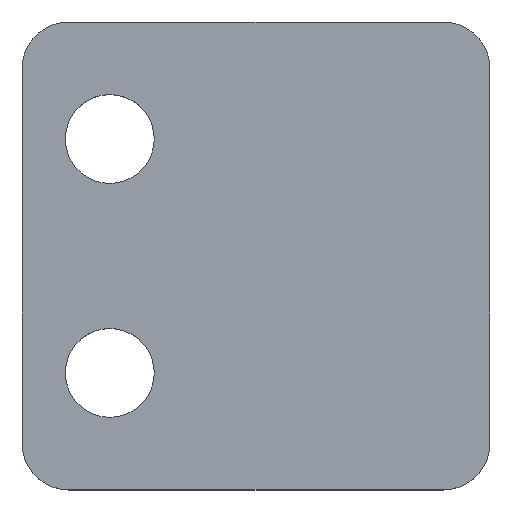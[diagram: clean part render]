
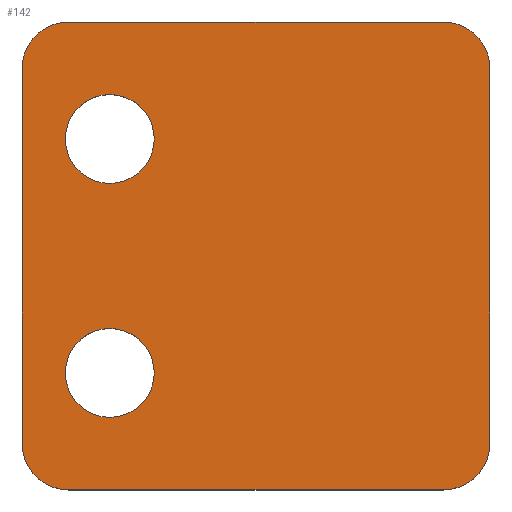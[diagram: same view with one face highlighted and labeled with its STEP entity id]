
A CAD part, top view. The second image highlights one B-rep face of the part: STEP entity #142.
In plain terms, the highlighted planar face has unit normal (0, 0, 1).
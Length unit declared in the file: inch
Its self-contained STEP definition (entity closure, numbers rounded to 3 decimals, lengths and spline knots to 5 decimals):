
#4 = DIRECTION ( 'NONE',  ( 1., 0., 0. ) ) ;
#5 = EDGE_LOOP ( 'NONE', ( #256, #29 ) ) ;
#10 = VECTOR ( 'NONE', #314, 39.37008 ) ;
#11 = DIRECTION ( 'NONE',  ( -1., 0., 0. ) ) ;
#15 = VERTEX_POINT ( 'NONE', #230 ) ;
#17 = AXIS2_PLACEMENT_3D ( 'NONE', #339, #415, #11 ) ;
#20 = DIRECTION ( 'NONE',  ( -1., 0., 0. ) ) ;
#21 = EDGE_CURVE ( 'NONE', #77, #148, #247, .T. ) ;
#25 = DIRECTION ( 'NONE',  ( 1., 0., 0. ) ) ;
#27 = VECTOR ( 'NONE', #367, 39.37008 ) ;
#29 = ORIENTED_EDGE ( 'NONE', *, *, #100, .T. ) ;
#31 = EDGE_LOOP ( 'NONE', ( #178, #105 ) ) ;
#42 = DIRECTION ( 'NONE',  ( -1., 0., 0. ) ) ;
#44 = CIRCLE ( 'NONE', #70, 0.1 ) ;
#47 = CARTESIAN_POINT ( 'NONE',  ( -2.3, 0.5, 0.12 ) ) ;
#55 = CARTESIAN_POINT ( 'NONE',  ( -3.3, 0.5, 0.12 ) ) ;
#60 = CARTESIAN_POINT ( 'NONE',  ( -3.2075, -0.25, 0.12 ) ) ;
#63 = LINE ( 'NONE', #55, #10 ) ;
#68 = CARTESIAN_POINT ( 'NONE',  ( -3.2, 0.5, 0.12 ) ) ;
#70 = AXIS2_PLACEMENT_3D ( 'NONE', #140, #213, #4 ) ;
#77 = VERTEX_POINT ( 'NONE', #452 ) ;
#80 = ORIENTED_EDGE ( 'NONE', *, *, #399, .T. ) ;
#82 = CARTESIAN_POINT ( 'NONE',  ( -2.4, -0.4, 0.12 ) ) ;
#84 = VERTEX_POINT ( 'NONE', #270 ) ;
#91 = DIRECTION ( 'NONE',  ( 0., 0., 1. ) ) ;
#93 = EDGE_CURVE ( 'NONE', #308, #444, #164, .T. ) ;
#100 = EDGE_CURVE ( 'NONE', #148, #77, #228, .T. ) ;
#105 = ORIENTED_EDGE ( 'NONE', *, *, #395, .F. ) ;
#113 = LINE ( 'NONE', #47, #27 ) ;
#133 = ORIENTED_EDGE ( 'NONE', *, *, #416, .T. ) ;
#134 = CARTESIAN_POINT ( 'NONE',  ( -3.1125, 0.25, 0.12 ) ) ;
#137 = EDGE_CURVE ( 'NONE', #295, #15, #215, .T. ) ;
#140 = CARTESIAN_POINT ( 'NONE',  ( -3.2, 0.4, 0.12 ) ) ;
#142 = ADVANCED_FACE ( 'NONE', ( #283, #425, #350 ), #286, .T. ) ;
#148 = VERTEX_POINT ( 'NONE', #60 ) ;
#162 = CARTESIAN_POINT ( 'NONE',  ( -2.3, 0.5, 0.12 ) ) ;
#164 = CIRCLE ( 'NONE', #439, 0.1 ) ;
#165 = AXIS2_PLACEMENT_3D ( 'NONE', #355, #241, #346 ) ;
#169 = EDGE_LOOP ( 'NONE', ( #233, #185, #251, #466, #429, #287, #133, #80 ) ) ;
#174 = VERTEX_POINT ( 'NONE', #347 ) ;
#178 = ORIENTED_EDGE ( 'NONE', *, *, #184, .F. ) ;
#179 = LINE ( 'NONE', #443, #338 ) ;
#180 = AXIS2_PLACEMENT_3D ( 'NONE', #134, #253, #471 ) ;
#184 = EDGE_CURVE ( 'NONE', #174, #407, #261, .T. ) ;
#185 = ORIENTED_EDGE ( 'NONE', *, *, #137, .T. ) ;
#189 = DIRECTION ( 'NONE',  ( 0., 0., 1. ) ) ;
#191 = VECTOR ( 'NONE', #204, 39.37008 ) ;
#201 = AXIS2_PLACEMENT_3D ( 'NONE', #278, #250, #25 ) ;
#204 = DIRECTION ( 'NONE',  ( 0., -1., 0. ) ) ;
#213 = DIRECTION ( 'NONE',  ( 0., 0., 1. ) ) ;
#215 = CIRCLE ( 'NONE', #165, 0.1 ) ;
#222 = DIRECTION ( 'NONE',  ( 1., 0., 0. ) ) ;
#228 = CIRCLE ( 'NONE', #17, 0.095 ) ;
#230 = CARTESIAN_POINT ( 'NONE',  ( -3.2, -0.5, 0.12 ) ) ;
#233 = ORIENTED_EDGE ( 'NONE', *, *, #353, .T. ) ;
#235 = EDGE_CURVE ( 'NONE', #308, #369, #325, .T. ) ;
#241 = DIRECTION ( 'NONE',  ( 0., 0., 1. ) ) ;
#247 = CIRCLE ( 'NONE', #323, 0.095 ) ;
#250 = DIRECTION ( 'NONE',  ( 0., 0., 1. ) ) ;
#251 = ORIENTED_EDGE ( 'NONE', *, *, #457, .F. ) ;
#253 = DIRECTION ( 'NONE',  ( 0., 0., 1. ) ) ;
#256 = ORIENTED_EDGE ( 'NONE', *, *, #21, .T. ) ;
#261 = CIRCLE ( 'NONE', #462, 0.095 ) ;
#264 = CARTESIAN_POINT ( 'NONE',  ( -2.4, -0.5, 0.12 ) ) ;
#270 = CARTESIAN_POINT ( 'NONE',  ( -3.3, 0.4, 0.12 ) ) ;
#276 = CARTESIAN_POINT ( 'NONE',  ( -2.4, 0.4, 0.12 ) ) ;
#278 = CARTESIAN_POINT ( 'NONE',  ( 0., 0., 0.12 ) ) ;
#283 = FACE_BOUND ( 'NONE', #5, .T. ) ;
#286 = PLANE ( 'NONE',  #201 ) ;
#287 = ORIENTED_EDGE ( 'NONE', *, *, #93, .T. ) ;
#295 = VERTEX_POINT ( 'NONE', #417 ) ;
#300 = CARTESIAN_POINT ( 'NONE',  ( -2.3, -0.4, 0.12 ) ) ;
#302 = CARTESIAN_POINT ( 'NONE',  ( -3.2075, 0.25, 0.12 ) ) ;
#308 = VERTEX_POINT ( 'NONE', #320 ) ;
#311 = CIRCLE ( 'NONE', #371, 0.1 ) ;
#314 = DIRECTION ( 'NONE',  ( 0., -1., 0. ) ) ;
#320 = CARTESIAN_POINT ( 'NONE',  ( -2.3, 0.4, 0.12 ) ) ;
#323 = AXIS2_PLACEMENT_3D ( 'NONE', #376, #380, #20 ) ;
#324 = CIRCLE ( 'NONE', #180, 0.095 ) ;
#325 = LINE ( 'NONE', #162, #191 ) ;
#328 = DIRECTION ( 'NONE',  ( 0., 0., 1. ) ) ;
#338 = VECTOR ( 'NONE', #42, 39.37008 ) ;
#339 = CARTESIAN_POINT ( 'NONE',  ( -3.1125, -0.25, 0.12 ) ) ;
#346 = DIRECTION ( 'NONE',  ( 1., 0., 0. ) ) ;
#347 = CARTESIAN_POINT ( 'NONE',  ( -3.0175, 0.25, 0.12 ) ) ;
#350 = FACE_BOUND ( 'NONE', #31, .T. ) ;
#353 = EDGE_CURVE ( 'NONE', #84, #295, #63, .T. ) ;
#355 = CARTESIAN_POINT ( 'NONE',  ( -3.2, -0.4, 0.12 ) ) ;
#367 = DIRECTION ( 'NONE',  ( -1., 0., 0. ) ) ;
#368 = DIRECTION ( 'NONE',  ( 1., 0., 0. ) ) ;
#369 = VERTEX_POINT ( 'NONE', #300 ) ;
#371 = AXIS2_PLACEMENT_3D ( 'NONE', #82, #189, #222 ) ;
#376 = CARTESIAN_POINT ( 'NONE',  ( -3.1125, -0.25, 0.12 ) ) ;
#380 = DIRECTION ( 'NONE',  ( 0., 0., -1. ) ) ;
#395 = EDGE_CURVE ( 'NONE', #407, #174, #324, .T. ) ;
#397 = VERTEX_POINT ( 'NONE', #68 ) ;
#399 = EDGE_CURVE ( 'NONE', #397, #84, #44, .T. ) ;
#400 = CARTESIAN_POINT ( 'NONE',  ( -3.1125, 0.25, 0.12 ) ) ;
#407 = VERTEX_POINT ( 'NONE', #302 ) ;
#414 = DIRECTION ( 'NONE',  ( 1., 0., 0. ) ) ;
#415 = DIRECTION ( 'NONE',  ( 0., 0., -1. ) ) ;
#416 = EDGE_CURVE ( 'NONE', #444, #397, #113, .T. ) ;
#417 = CARTESIAN_POINT ( 'NONE',  ( -3.3, -0.4, 0.12 ) ) ;
#425 = FACE_OUTER_BOUND ( 'NONE', #169, .T. ) ;
#429 = ORIENTED_EDGE ( 'NONE', *, *, #235, .F. ) ;
#437 = EDGE_CURVE ( 'NONE', #477, #369, #311, .T. ) ;
#439 = AXIS2_PLACEMENT_3D ( 'NONE', #276, #91, #414 ) ;
#443 = CARTESIAN_POINT ( 'NONE',  ( -2.3, -0.5, 0.12 ) ) ;
#444 = VERTEX_POINT ( 'NONE', #445 ) ;
#445 = CARTESIAN_POINT ( 'NONE',  ( -2.4, 0.5, 0.12 ) ) ;
#452 = CARTESIAN_POINT ( 'NONE',  ( -3.0175, -0.25, 0.12 ) ) ;
#457 = EDGE_CURVE ( 'NONE', #477, #15, #179, .T. ) ;
#462 = AXIS2_PLACEMENT_3D ( 'NONE', #400, #328, #368 ) ;
#466 = ORIENTED_EDGE ( 'NONE', *, *, #437, .T. ) ;
#471 = DIRECTION ( 'NONE',  ( 1., 0., 0. ) ) ;
#477 = VERTEX_POINT ( 'NONE', #264 ) ;
